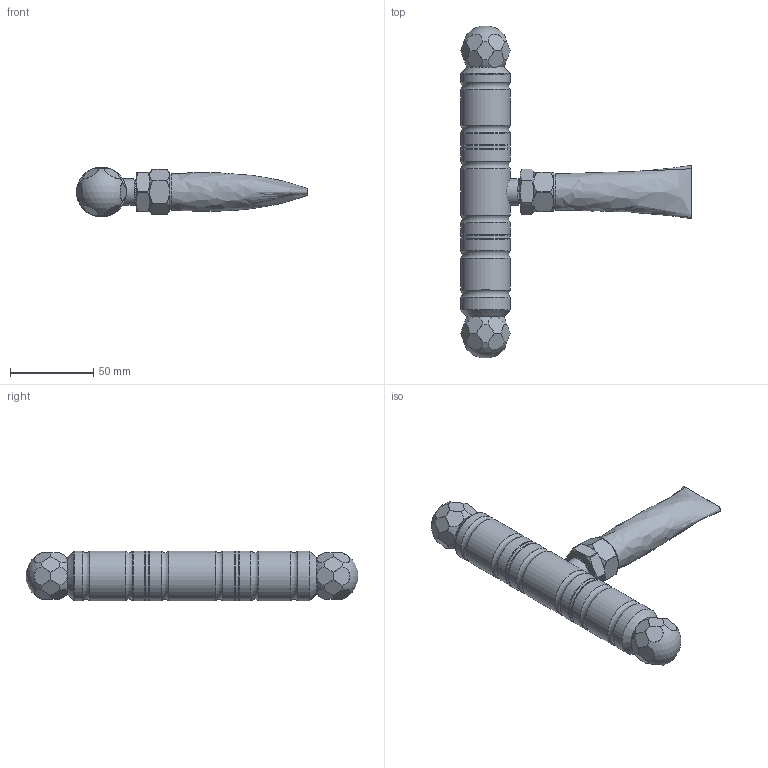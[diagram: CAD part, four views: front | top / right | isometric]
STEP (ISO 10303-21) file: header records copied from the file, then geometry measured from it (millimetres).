
FILE_DESCRIPTION (( 'STEP AP203' ), '1' );
FILE_NAME ('3813.step', '2024-08-19T06:25:57', ( '' ), ( '' ), 'SwSTEP 2.0', 'SolidWorks 2018', '' );
FILE_SCHEMA (( 'CONFIG_CONTROL_DESIGN' ));
Length unit declared in the file: millimetre
Products named in the file (8): 3813 Teil6_3813 Teil6 Keyshot; 3813 Teil1-5_3813 Teil4 Keyshot; 3813; DIN 936 M8-M24_DIN 936 M16 Keyshot; 3813 Teil1-5_3813 Teil1 Keyshot; 3813 Teil1-5_3813 Teil2 Keyshot; 3813 Teil1-5_3813 Teil3 Keyshot; 3813 Teil1-5_3813 Teil5 Keyshot
Assembly tree (8 placements, depth 2):
  3813
    3813 Teil1-5_3813 Teil2 Keyshot
    3813 Teil1-5_3813 Teil1 Keyshot
    3813 Teil1-5_3813 Teil3 Keyshot
    3813 Teil1-5_3813 Teil4 Keyshot
    3813 Teil1-5_3813 Teil5 Keyshot  x2
    DIN 936 M8-M24_DIN 936 M16 Keyshot
    3813 Teil6_3813 Teil6 Keyshot
Bounding box: 139 x 199.79 x 30 mm (x, y, z)
Volume: 151003.3 mm3; surface area: 57537.9 mm2
Topology: 8 solids, 8 shells, 537 faces, 1170 edges, 640 vertices
Faces by surface type: cylinder 130, sphere 118, torus 110, bspline 73, plane 65, cone 41
Full cylindrical faces by diameter (mm): 16 x28, 16.5 x3, 17.5 x2, 30 x11
Entity records: 28826 total; most frequent: CARTESIAN_POINT 17950, DIRECTION 2260, ORIENTED_EDGE 1942, AXIS2_PLACEMENT_3D 1045, EDGE_CURVE 971, CIRCLE 604, EDGE_LOOP 584, FACE_OUTER_BOUND 559
